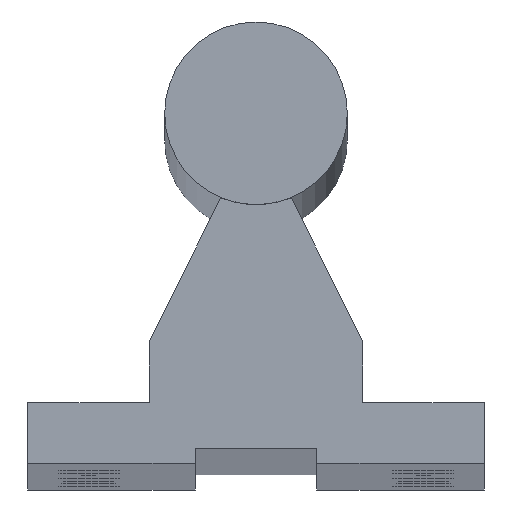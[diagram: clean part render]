
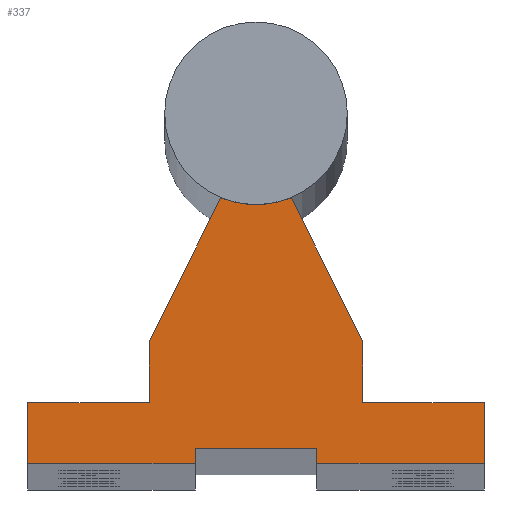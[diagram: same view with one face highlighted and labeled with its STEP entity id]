
A CAD part, top view. The second image highlights one B-rep face of the part: STEP entity #337.
In plain terms, the highlighted planar face has unit normal (0, 0, 1).
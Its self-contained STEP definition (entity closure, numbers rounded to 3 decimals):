
#31 = DIRECTION ( 'NONE',  ( 0., 1., 0. ) ) ;
#35 = VERTEX_POINT ( 'NONE', #393 ) ;
#45 = CARTESIAN_POINT ( 'NONE',  ( 4., -14.5, 1000. ) ) ;
#80 = DIRECTION ( 'NONE',  ( 0., -1., 0. ) ) ;
#91 = LINE ( 'NONE', #2355, #530 ) ;
#114 = VERTEX_POINT ( 'NONE', #1224 ) ;
#122 = ORIENTED_EDGE ( 'NONE', *, *, #1300, .T. ) ;
#129 = CARTESIAN_POINT ( 'NONE',  ( -15., -10.5, 1000. ) ) ;
#131 = ORIENTED_EDGE ( 'NONE', *, *, #793, .T. ) ;
#140 = VECTOR ( 'NONE', #2252, 1000. ) ;
#144 = FACE_OUTER_BOUND ( 'NONE', #415, .T. ) ;
#158 = CARTESIAN_POINT ( 'NONE',  ( -4., -13.5, 1000. ) ) ;
#175 = CARTESIAN_POINT ( 'NONE',  ( -15., -10.5, 1000. ) ) ;
#188 = VECTOR ( 'NONE', #692, 1000. ) ;
#215 = LINE ( 'NONE', #175, #907 ) ;
#219 = CARTESIAN_POINT ( 'NONE',  ( 7., -10.5, 1000. ) ) ;
#260 = ORIENTED_EDGE ( 'NONE', *, *, #2200, .T. ) ;
#290 = ORIENTED_EDGE ( 'NONE', *, *, #1635, .T. ) ;
#302 = VERTEX_POINT ( 'NONE', #1889 ) ;
#308 = ORIENTED_EDGE ( 'NONE', *, *, #1362, .T. ) ;
#325 = EDGE_CURVE ( 'NONE', #498, #681, #1437, .T. ) ;
#337 = ADVANCED_FACE ( 'NONE', ( #144 ), #964, .T. ) ;
#393 = CARTESIAN_POINT ( 'NONE',  ( -7., -6.5, 1000. ) ) ;
#415 = EDGE_LOOP ( 'NONE', ( #308, #1196, #1625, #1986, #260, #532, #890, #290, #122, #837, #2103, #2025, #2534, #131 ) ) ;
#423 = CARTESIAN_POINT ( 'NONE',  ( 7., -10.5, 1000. ) ) ;
#498 = VERTEX_POINT ( 'NONE', #219 ) ;
#528 = LINE ( 'NONE', #1341, #1453 ) ;
#530 = VECTOR ( 'NONE', #1557, 1000. ) ;
#532 = ORIENTED_EDGE ( 'NONE', *, *, #1468, .T. ) ;
#543 = LINE ( 'NONE', #129, #2202 ) ;
#552 = CARTESIAN_POINT ( 'NONE',  ( 4., -13.5, 1000. ) ) ;
#585 = EDGE_CURVE ( 'NONE', #35, #1866, #1018, .T. ) ;
#619 = VECTOR ( 'NONE', #2032, 1000. ) ;
#636 = EDGE_CURVE ( 'NONE', #1810, #2065, #2482, .T. ) ;
#681 = VERTEX_POINT ( 'NONE', #1511 ) ;
#692 = DIRECTION ( 'NONE',  ( 1., 0., 0. ) ) ;
#700 = CARTESIAN_POINT ( 'NONE',  ( 0., 8.5, 1000. ) ) ;
#746 = DIRECTION ( 'NONE',  ( 1., 0., 0. ) ) ;
#793 = EDGE_CURVE ( 'NONE', #2500, #967, #1944, .T. ) ;
#797 = DIRECTION ( 'NONE',  ( -1., 0., 0. ) ) ;
#819 = LINE ( 'NONE', #2602, #1579 ) ;
#837 = ORIENTED_EDGE ( 'NONE', *, *, #1612, .T. ) ;
#855 = CARTESIAN_POINT ( 'NONE',  ( 7., -10.5, 1000. ) ) ;
#890 = ORIENTED_EDGE ( 'NONE', *, *, #585, .T. ) ;
#907 = VECTOR ( 'NONE', #1426, 1000. ) ;
#964 = PLANE ( 'NONE',  #2325 ) ;
#967 = VERTEX_POINT ( 'NONE', #2036 ) ;
#1018 = LINE ( 'NONE', #1420, #1869 ) ;
#1048 = CARTESIAN_POINT ( 'NONE',  ( -4., -14.5, 1000. ) ) ;
#1076 = VERTEX_POINT ( 'NONE', #2100 ) ;
#1120 = VECTOR ( 'NONE', #80, 1000. ) ;
#1144 = DIRECTION ( 'NONE',  ( -0.445, 0.896, 0. ) ) ;
#1190 = EDGE_CURVE ( 'NONE', #2065, #2500, #1891, .T. ) ;
#1196 = ORIENTED_EDGE ( 'NONE', *, *, #2600, .T. ) ;
#1224 = CARTESIAN_POINT ( 'NONE',  ( -15., -10.5, 1000. ) ) ;
#1263 = EDGE_CURVE ( 'NONE', #681, #302, #528, .T. ) ;
#1300 = EDGE_CURVE ( 'NONE', #114, #2361, #215, .T. ) ;
#1341 = CARTESIAN_POINT ( 'NONE',  ( 7., -6.5, 1000. ) ) ;
#1362 = EDGE_CURVE ( 'NONE', #967, #2091, #819, .T. ) ;
#1370 = DIRECTION ( 'NONE',  ( 0., 0., -1. ) ) ;
#1381 = AXIS2_PLACEMENT_3D ( 'NONE', #2199, #1370, #1989 ) ;
#1420 = CARTESIAN_POINT ( 'NONE',  ( -7., -10.5, 1000. ) ) ;
#1426 = DIRECTION ( 'NONE',  ( 0., -1., 0. ) ) ;
#1437 = LINE ( 'NONE', #855, #140 ) ;
#1448 = LINE ( 'NONE', #1465, #619 ) ;
#1453 = VECTOR ( 'NONE', #1144, 1000. ) ;
#1465 = CARTESIAN_POINT ( 'NONE',  ( -7., -6.5, 1000. ) ) ;
#1468 = EDGE_CURVE ( 'NONE', #1076, #35, #1448, .T. ) ;
#1511 = CARTESIAN_POINT ( 'NONE',  ( 7., -6.5, 1000. ) ) ;
#1557 = DIRECTION ( 'NONE',  ( 1., 0., 0. ) ) ;
#1579 = VECTOR ( 'NONE', #1638, 1000. ) ;
#1612 = EDGE_CURVE ( 'NONE', #2361, #2074, #91, .T. ) ;
#1625 = ORIENTED_EDGE ( 'NONE', *, *, #325, .T. ) ;
#1635 = EDGE_CURVE ( 'NONE', #1866, #114, #543, .T. ) ;
#1638 = DIRECTION ( 'NONE',  ( 0., 1., 0. ) ) ;
#1654 = CARTESIAN_POINT ( 'NONE',  ( -7., -10.5, 1000. ) ) ;
#1676 = CARTESIAN_POINT ( 'NONE',  ( -4., -13.5, 1000. ) ) ;
#1745 = DIRECTION ( 'NONE',  ( 1., 0., 0. ) ) ;
#1782 = CARTESIAN_POINT ( 'NONE',  ( 4., -14.5, 1000. ) ) ;
#1796 = VECTOR ( 'NONE', #31, 1000. ) ;
#1810 = VERTEX_POINT ( 'NONE', #158 ) ;
#1811 = DIRECTION ( 'NONE',  ( 0., -1., 0. ) ) ;
#1866 = VERTEX_POINT ( 'NONE', #1654 ) ;
#1869 = VECTOR ( 'NONE', #1811, 1000. ) ;
#1889 = CARTESIAN_POINT ( 'NONE',  ( 2.304, 2.96, 1000. ) ) ;
#1891 = LINE ( 'NONE', #45, #1120 ) ;
#1927 = CARTESIAN_POINT ( 'NONE',  ( -4., -14.5, 1000. ) ) ;
#1944 = LINE ( 'NONE', #1782, #2539 ) ;
#1986 = ORIENTED_EDGE ( 'NONE', *, *, #1263, .T. ) ;
#1989 = DIRECTION ( 'NONE',  ( 1., 0., 0. ) ) ;
#1990 = EDGE_CURVE ( 'NONE', #2074, #1810, #2264, .T. ) ;
#2024 = VECTOR ( 'NONE', #797, 1000. ) ;
#2025 = ORIENTED_EDGE ( 'NONE', *, *, #636, .T. ) ;
#2032 = DIRECTION ( 'NONE',  ( -0.445, -0.896, 0. ) ) ;
#2036 = CARTESIAN_POINT ( 'NONE',  ( 15., -14.5, 1000. ) ) ;
#2065 = VERTEX_POINT ( 'NONE', #552 ) ;
#2074 = VERTEX_POINT ( 'NONE', #1927 ) ;
#2091 = VERTEX_POINT ( 'NONE', #2524 ) ;
#2100 = CARTESIAN_POINT ( 'NONE',  ( -2.304, 2.96, 1000. ) ) ;
#2103 = ORIENTED_EDGE ( 'NONE', *, *, #1990, .T. ) ;
#2199 = CARTESIAN_POINT ( 'NONE',  ( 0., 8.5, 1000. ) ) ;
#2200 = EDGE_CURVE ( 'NONE', #302, #1076, #2375, .T. ) ;
#2202 = VECTOR ( 'NONE', #2344, 1000. ) ;
#2207 = LINE ( 'NONE', #423, #2024 ) ;
#2252 = DIRECTION ( 'NONE',  ( 0., 1., 0. ) ) ;
#2264 = LINE ( 'NONE', #1048, #1796 ) ;
#2325 = AXIS2_PLACEMENT_3D ( 'NONE', #700, #2352, #1745 ) ;
#2344 = DIRECTION ( 'NONE',  ( -1., 0., 0. ) ) ;
#2352 = DIRECTION ( 'NONE',  ( 0., 0., 1. ) ) ;
#2355 = CARTESIAN_POINT ( 'NONE',  ( -15., -14.5, 1000. ) ) ;
#2361 = VERTEX_POINT ( 'NONE', #2478 ) ;
#2375 = CIRCLE ( 'NONE', #1381, 6. ) ;
#2478 = CARTESIAN_POINT ( 'NONE',  ( -15., -14.5, 1000. ) ) ;
#2482 = LINE ( 'NONE', #1676, #188 ) ;
#2500 = VERTEX_POINT ( 'NONE', #2546 ) ;
#2524 = CARTESIAN_POINT ( 'NONE',  ( 15., -10.5, 1000. ) ) ;
#2534 = ORIENTED_EDGE ( 'NONE', *, *, #1190, .T. ) ;
#2539 = VECTOR ( 'NONE', #746, 1000. ) ;
#2546 = CARTESIAN_POINT ( 'NONE',  ( 4., -14.5, 1000. ) ) ;
#2600 = EDGE_CURVE ( 'NONE', #2091, #498, #2207, .T. ) ;
#2602 = CARTESIAN_POINT ( 'NONE',  ( 15., -10.5, 1000. ) ) ;
